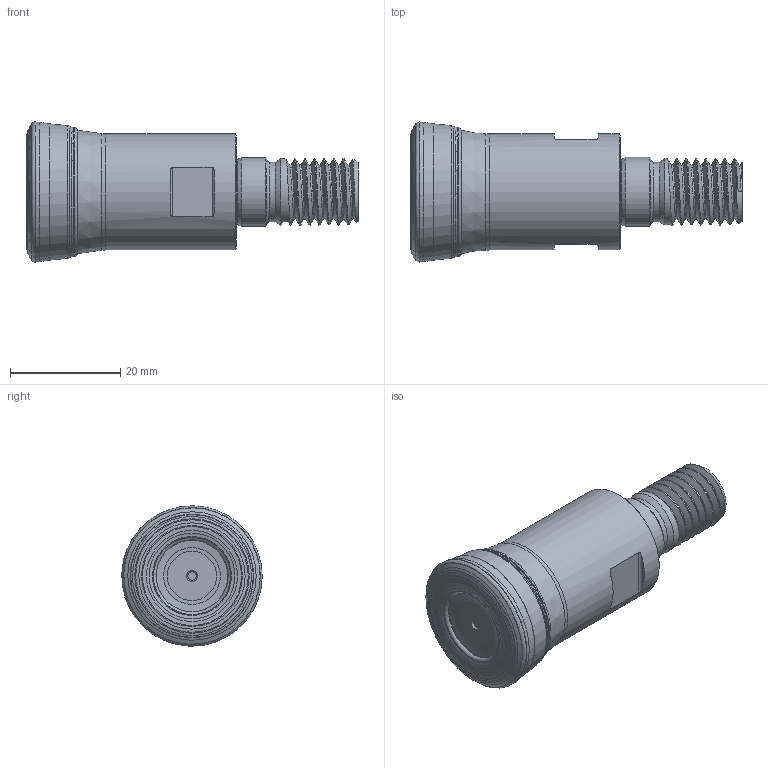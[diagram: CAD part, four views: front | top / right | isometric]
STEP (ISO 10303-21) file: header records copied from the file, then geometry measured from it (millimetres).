
FILE_DESCRIPTION(/* description */ (''),/* implementation_level */ '2;1');
FILE_NAME(/* name */ 'MHF-ENMX06-D100Z4M12.stp',/* time_stamp */ '2020-09-23T12:09:32+09:00',/* author */ (''),/* organization */ (''),/* preprocessor_version */ 'ST-DEVELOPER v16',/* originating_system */ 'SIEMENS PLM Software NX 10.0',/* authorisation */ '');
FILE_SCHEMA (('AP203_CONFIGURATION_CONTROLLED_3D_DESIGN_OF_MECHANICAL_PARTS_AND_ASSEMBLIES_MIM_LF { 1 0 10303 403 2 1 2}'));
Length unit declared in the file: millimetre
Products named in the file (1): 12012E98587F3cjq
Bounding box: 60.1 x 25.42 x 25.43 mm (x, y, z)
Volume: 15411.8 mm3; surface area: 5428.2 mm2
Topology: 1 solids, 1 shells, 75 faces, 194 edges, 127 vertices
Faces by surface type: revolution 34, plane 13, cone 11, cylinder 11, bspline 3, torus 3
Full cylindrical faces by diameter (mm): 1.5 x1, 6 x1, 10.8 x1, 12.5 x1, 21 x1
Entity records: 3100 total; most frequent: CARTESIAN_POINT 1639, DIRECTION 263, ORIENTED_EDGE 202, EDGE_LOOP 133, FACE_BOUND 116, AXIS2_PLACEMENT_3D 103, EDGE_CURVE 101, VERTEX_POINT 87
